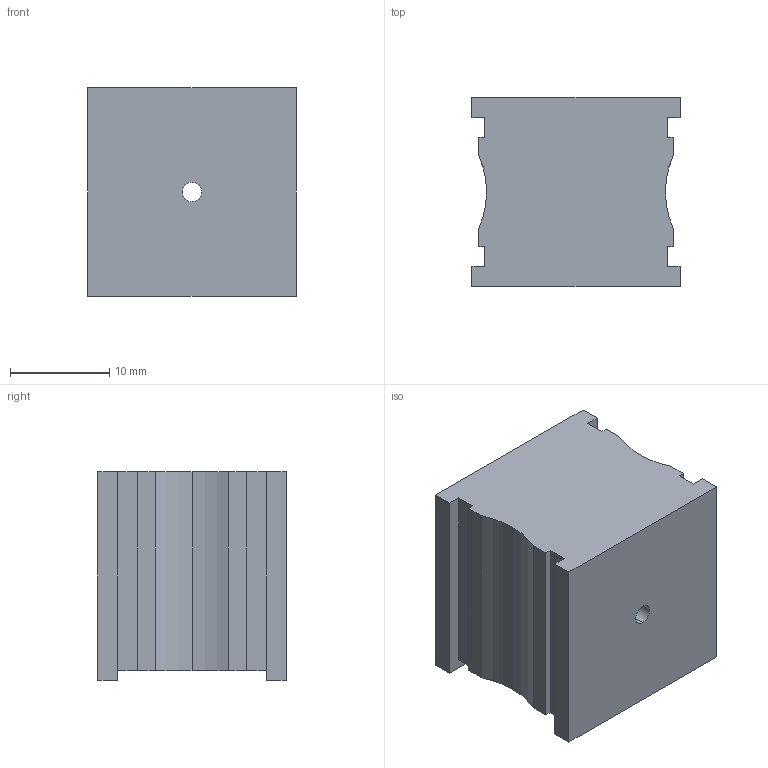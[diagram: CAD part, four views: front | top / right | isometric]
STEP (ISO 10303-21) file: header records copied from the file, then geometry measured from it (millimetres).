
FILE_DESCRIPTION(('STEP AP242'),'1');
FILE_NAME('39934.stp','2020-06-03T11:30:35',('TraceParts'),('TraceParts S.A.'),'Spatial InterOp 3D',' ',' ');
FILE_SCHEMA(('AP242_MANAGED_MODEL_BASED_3D_ENGINEERING_MIM_LF {1 0 10303 442 1 1 4}'));
Length unit declared in the file: millimetre
Products named in the file (1): 39934
Bounding box: 21 x 19 x 21 mm (x, y, z)
Volume: 5827.1 mm3; surface area: 3064.1 mm2
Topology: 1 solids, 1 shells, 35 faces, 94 edges, 62 vertices
Faces by surface type: plane 25, cylinder 8, torus 2
Entity records: 1401 total; most frequent: CARTESIAN_POINT 192, ORIENTED_EDGE 188, DIRECTION 186, EDGE_CURVE 94, LINE 74, VECTOR 74, VERTEX_POINT 62, AXIS2_PLACEMENT_3D 56
